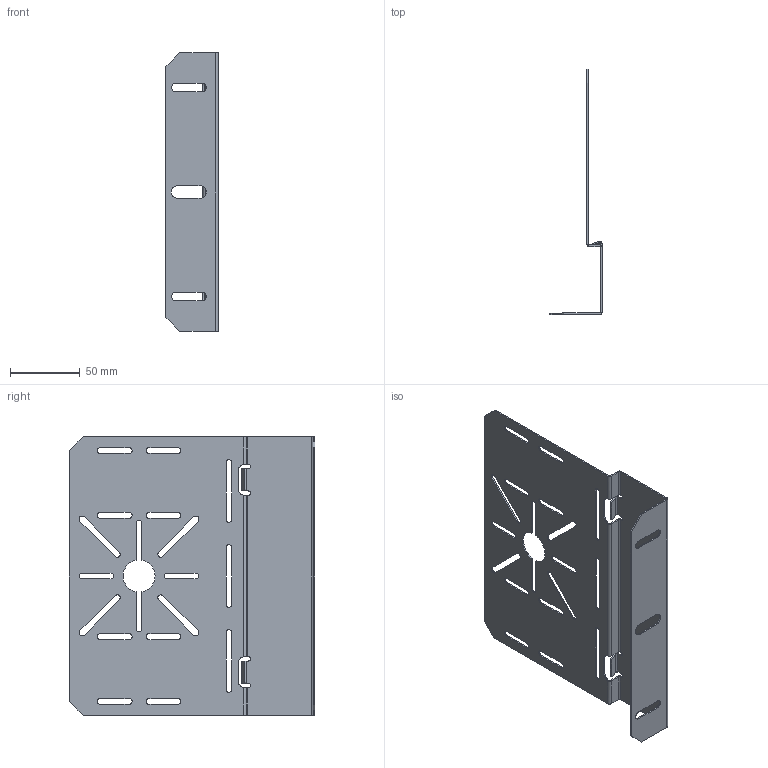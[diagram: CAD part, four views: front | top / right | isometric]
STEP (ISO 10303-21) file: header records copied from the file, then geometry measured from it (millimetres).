
FILE_DESCRIPTION (( 'STEP AP203' ), '1' );
FILE_NAME ('20-02-1353.STEP', '2013-05-27T05:56:26', ( 'asennus' ), ( '' ), 'SwSTEP 2.0', 'SolidWorks 2013', '' );
FILE_SCHEMA (( 'CONFIG_CONTROL_DESIGN' ));
Length unit declared in the file: millimetre
Products named in the file (1): 20-02-1353
Bounding box: 37.5 x 176 x 200 mm (x, y, z)
Volume: 40250.8 mm3; surface area: 83048.3 mm2
Topology: 1 solids, 1 shells, 198 faces, 528 edges, 328 vertices
Faces by surface type: plane 112, cylinder 82, bspline 4
Entity records: 6289 total; most frequent: CARTESIAN_POINT 1119, DIRECTION 1066, ORIENTED_EDGE 1056, EDGE_CURVE 528, AXIS2_PLACEMENT_3D 359, VECTOR 348, LINE 348, VERTEX_POINT 328
